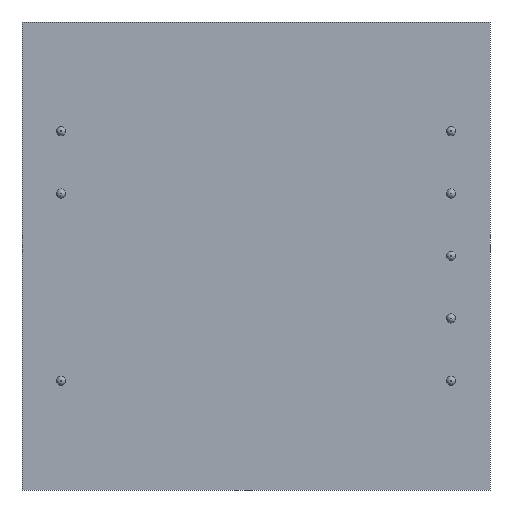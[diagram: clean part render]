
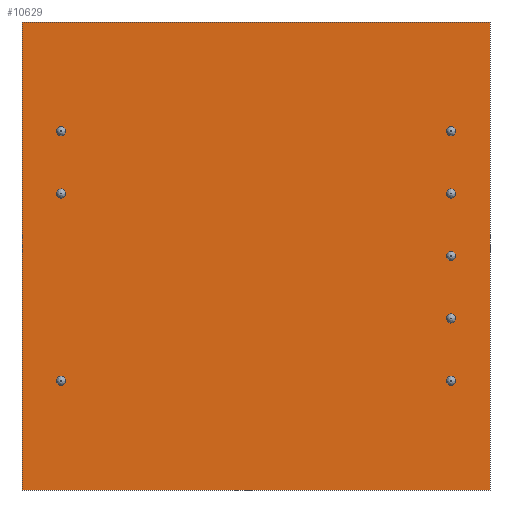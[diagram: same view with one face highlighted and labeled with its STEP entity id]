
A CAD part, front view. The second image highlights one B-rep face of the part: STEP entity #10629.
In plain terms, the highlighted planar face has unit normal (0, -1, 0).
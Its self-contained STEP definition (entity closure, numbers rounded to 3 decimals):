
#1164=PLANE('',#11302);
#1452=FACE_OUTER_BOUND('',#2079,.T.);
#2079=EDGE_LOOP('',(#7370,#7371,#7372,#7373));
#2730=LINE('',#13300,#3669);
#2733=LINE('',#13305,#3672);
#2734=LINE('',#13309,#3673);
#2736=LINE('',#13312,#3675);
#3669=VECTOR('',#11666,10.);
#3672=VECTOR('',#11671,10.);
#3673=VECTOR('',#11676,10.);
#3675=VECTOR('',#11680,10.);
#4607=VERTEX_POINT('',#13297);
#4608=VERTEX_POINT('',#13299);
#4609=VERTEX_POINT('',#13303);
#4610=VERTEX_POINT('',#13308);
#5710=EDGE_CURVE('',#4608,#4607,#2730,.T.);
#5713=EDGE_CURVE('',#4607,#4609,#2733,.T.);
#5714=EDGE_CURVE('',#4610,#4608,#2734,.T.);
#5716=EDGE_CURVE('',#4609,#4610,#2736,.T.);
#7370=ORIENTED_EDGE('',*,*,#5716,.T.);
#7371=ORIENTED_EDGE('',*,*,#5714,.T.);
#7372=ORIENTED_EDGE('',*,*,#5710,.T.);
#7373=ORIENTED_EDGE('',*,*,#5713,.T.);
#10629=ADVANCED_FACE('',(#1452),#1164,.F.);
#11302=AXIS2_PLACEMENT_3D('',#13313,#11681,#11682);
#11666=DIRECTION('',(-1.,0.,0.));
#11671=DIRECTION('',(0.,0.,-1.));
#11676=DIRECTION('',(0.,0.,1.));
#11680=DIRECTION('',(1.,0.,0.));
#11681=DIRECTION('center_axis',(0.,1.,0.));
#11682=DIRECTION('ref_axis',(1.,0.,0.));
#13297=CARTESIAN_POINT('',(-38.1,0.,38.1));
#13299=CARTESIAN_POINT('',(38.1,0.,38.1));
#13300=CARTESIAN_POINT('',(38.1,0.,38.1));
#13303=CARTESIAN_POINT('',(-38.1,0.,-38.1));
#13305=CARTESIAN_POINT('',(-38.1,0.,38.1));
#13308=CARTESIAN_POINT('',(38.1,0.,-38.1));
#13309=CARTESIAN_POINT('',(38.1,0.,-38.1));
#13312=CARTESIAN_POINT('',(-38.1,0.,-38.1));
#13313=CARTESIAN_POINT('Origin',(0.,0.,0.));
